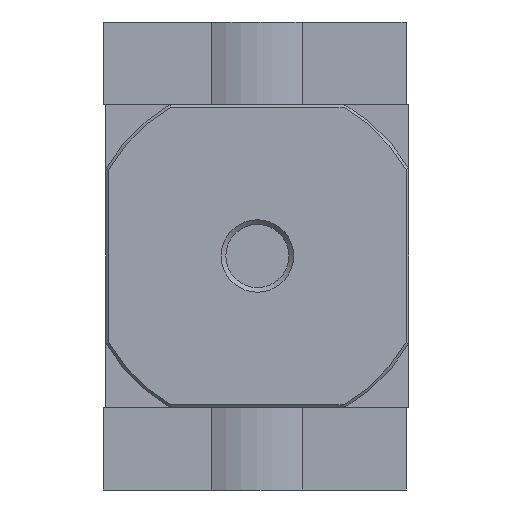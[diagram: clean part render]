
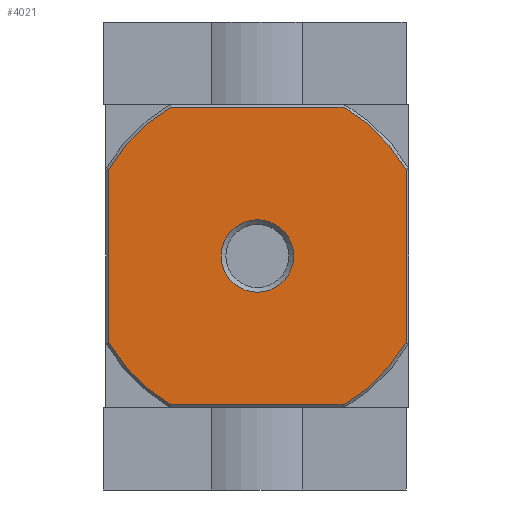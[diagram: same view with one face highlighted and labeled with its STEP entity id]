
A CAD part, front view. The second image highlights one B-rep face of the part: STEP entity #4021.
In plain terms, the highlighted planar face has unit normal (0, -1, 0).
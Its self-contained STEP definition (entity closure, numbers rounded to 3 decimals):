
#254=CIRCLE('',#4307,6.579);
#255=CIRCLE('',#4308,31.25);
#256=CIRCLE('',#4309,31.25);
#257=CIRCLE('',#4310,31.25);
#258=CIRCLE('',#4311,31.25);
#475=ORIENTED_EDGE('',*,*,#1415,.F.);
#476=ORIENTED_EDGE('',*,*,#1416,.T.);
#477=ORIENTED_EDGE('',*,*,#1417,.F.);
#478=ORIENTED_EDGE('',*,*,#1411,.T.);
#479=ORIENTED_EDGE('',*,*,#1418,.F.);
#480=ORIENTED_EDGE('',*,*,#1419,.F.);
#481=ORIENTED_EDGE('',*,*,#1420,.F.);
#482=ORIENTED_EDGE('',*,*,#1421,.F.);
#483=ORIENTED_EDGE('',*,*,#1422,.F.);
#1411=EDGE_CURVE('',#1881,#1882,#2213,.T.);
#1415=EDGE_CURVE('',#1885,#1885,#254,.T.);
#1416=EDGE_CURVE('',#1886,#1887,#2215,.T.);
#1417=EDGE_CURVE('',#1881,#1887,#255,.T.);
#1418=EDGE_CURVE('',#1888,#1882,#256,.T.);
#1419=EDGE_CURVE('',#1889,#1888,#2216,.T.);
#1420=EDGE_CURVE('',#1890,#1889,#257,.T.);
#1421=EDGE_CURVE('',#1891,#1890,#2217,.T.);
#1422=EDGE_CURVE('',#1886,#1891,#258,.T.);
#1881=VERTEX_POINT('',#5987);
#1882=VERTEX_POINT('',#5988);
#1885=VERTEX_POINT('',#6002);
#1886=VERTEX_POINT('',#6004);
#1887=VERTEX_POINT('',#6005);
#1888=VERTEX_POINT('',#6008);
#1889=VERTEX_POINT('',#6010);
#1890=VERTEX_POINT('',#6012);
#1891=VERTEX_POINT('',#6014);
#2213=LINE('',#5986,#2450);
#2215=LINE('',#6003,#2452);
#2216=LINE('',#6009,#2453);
#2217=LINE('',#6013,#2454);
#2450=VECTOR('',#4794,1000.);
#2452=VECTOR('',#4800,1000.);
#2453=VECTOR('',#4805,1000.);
#2454=VECTOR('',#4808,1000.);
#2688=EDGE_LOOP('',(#475));
#2689=EDGE_LOOP('',(#476,#477,#478,#479,#480,#481,#482,#483));
#3050=FACE_BOUND('',#2688,.T.);
#3051=FACE_BOUND('',#2689,.T.);
#3411=PLANE('',#4306);
#4021=ADVANCED_FACE('',(#3050,#3051),#3411,.F.);
#4306=AXIS2_PLACEMENT_3D('',#6000,#4796,#4797);
#4307=AXIS2_PLACEMENT_3D('',#6001,#4798,#4799);
#4308=AXIS2_PLACEMENT_3D('',#6006,#4801,#4802);
#4309=AXIS2_PLACEMENT_3D('',#6007,#4803,#4804);
#4310=AXIS2_PLACEMENT_3D('',#6011,#4806,#4807);
#4311=AXIS2_PLACEMENT_3D('',#6015,#4809,#4810);
#4794=DIRECTION('',(0.,0.,-1.));
#4796=DIRECTION('',(0.,1.,0.));
#4797=DIRECTION('',(0.,0.,1.));
#4798=DIRECTION('',(0.,-1.,0.));
#4799=DIRECTION('',(0.,0.,-1.));
#4800=DIRECTION('',(-1.,0.,0.));
#4801=DIRECTION('',(0.,1.,0.));
#4802=DIRECTION('',(-1.,0.,0.));
#4803=DIRECTION('',(0.,1.,0.));
#4804=DIRECTION('',(-1.,0.,0.));
#4805=DIRECTION('',(-1.,0.,0.));
#4806=DIRECTION('',(0.,1.,0.));
#4807=DIRECTION('',(-1.,0.,0.));
#4808=DIRECTION('',(0.,0.,-1.));
#4809=DIRECTION('',(0.,1.,0.));
#4810=DIRECTION('',(-1.,0.,0.));
#5986=CARTESIAN_POINT('',(-27.,-27.5,27.5));
#5987=CARTESIAN_POINT('',(-27.,-27.5,15.734));
#5988=CARTESIAN_POINT('',(-27.,-27.5,-15.734));
#6000=CARTESIAN_POINT('',(-27.,-27.5,27.5));
#6001=CARTESIAN_POINT('',(0.,-27.5,0.));
#6002=CARTESIAN_POINT('',(0.,-27.5,-6.579));
#6003=CARTESIAN_POINT('',(27.5,-27.5,27.));
#6004=CARTESIAN_POINT('',(15.734,-27.5,27.));
#6005=CARTESIAN_POINT('',(-15.734,-27.5,27.));
#6006=CARTESIAN_POINT('',(0.,-27.5,0.));
#6007=CARTESIAN_POINT('',(0.,-27.5,0.));
#6008=CARTESIAN_POINT('',(-15.734,-27.5,-27.));
#6009=CARTESIAN_POINT('',(27.5,-27.5,-27.));
#6010=CARTESIAN_POINT('',(15.734,-27.5,-27.));
#6011=CARTESIAN_POINT('',(0.,-27.5,0.));
#6012=CARTESIAN_POINT('',(27.,-27.5,-15.734));
#6013=CARTESIAN_POINT('',(27.,-27.5,27.5));
#6014=CARTESIAN_POINT('',(27.,-27.5,15.734));
#6015=CARTESIAN_POINT('',(0.,-27.5,0.));
